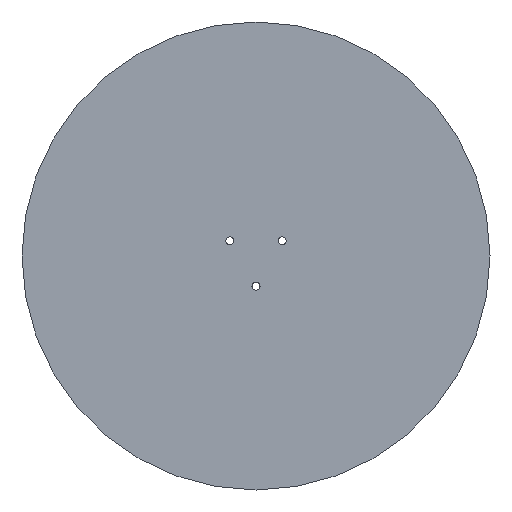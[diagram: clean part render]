
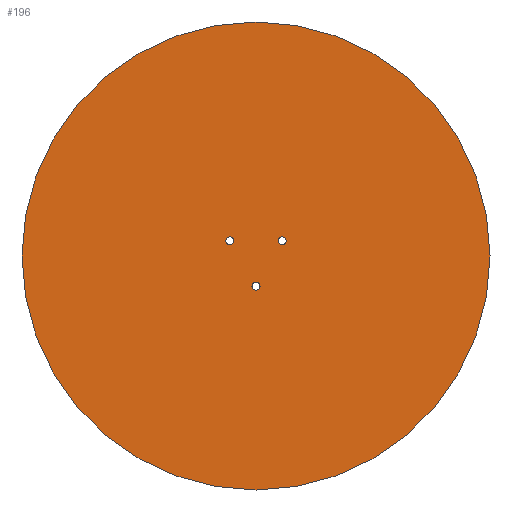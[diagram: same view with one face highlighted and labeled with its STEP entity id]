
A CAD part, front view. The second image highlights one B-rep face of the part: STEP entity #196.
In plain terms, the highlighted planar face has unit normal (0, -1, 0).
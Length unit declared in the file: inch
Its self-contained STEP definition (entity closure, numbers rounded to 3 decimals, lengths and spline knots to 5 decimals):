
#6 = CIRCLE ( 'NONE', #84, 7.5 ) ;
#17 = VERTEX_POINT ( 'NONE', #70 ) ;
#18 = EDGE_CURVE ( 'NONE', #17, #17, #6, .T. ) ;
#20 = CIRCLE ( 'NONE', #124, 0.1285 ) ;
#21 = DIRECTION ( 'NONE',  ( 0., 0., 1. ) ) ;
#26 = ORIENTED_EDGE ( 'NONE', *, *, #18, .F. ) ;
#28 = VERTEX_POINT ( 'NONE', #111 ) ;
#30 = EDGE_CURVE ( 'NONE', #162, #162, #20, .T. ) ;
#33 = DIRECTION ( 'NONE',  ( 0., 1., 0. ) ) ;
#45 = FACE_BOUND ( 'NONE', #188, .T. ) ;
#47 = AXIS2_PLACEMENT_3D ( 'NONE', #122, #92, #77 ) ;
#51 = CARTESIAN_POINT ( 'NONE',  ( 0., 0., 0. ) ) ;
#56 = DIRECTION ( 'NONE',  ( 0., 0., 1. ) ) ;
#64 = CIRCLE ( 'NONE', #87, 0.1285 ) ;
#65 = FACE_OUTER_BOUND ( 'NONE', #184, .T. ) ;
#70 = CARTESIAN_POINT ( 'NONE',  ( 0., 0., 7.5 ) ) ;
#71 = CIRCLE ( 'NONE', #47, 0.1285 ) ;
#77 = DIRECTION ( 'NONE',  ( 0., 0., 1. ) ) ;
#78 = ORIENTED_EDGE ( 'NONE', *, *, #108, .T. ) ;
#84 = AXIS2_PLACEMENT_3D ( 'NONE', #51, #200, #21 ) ;
#87 = AXIS2_PLACEMENT_3D ( 'NONE', #155, #202, #56 ) ;
#88 = CARTESIAN_POINT ( 'NONE',  ( -0.8375, 0., 0.48353 ) ) ;
#91 = EDGE_LOOP ( 'NONE', ( #135 ) ) ;
#92 = DIRECTION ( 'NONE',  ( 0., 1., 0. ) ) ;
#93 = EDGE_LOOP ( 'NONE', ( #78 ) ) ;
#108 = EDGE_CURVE ( 'NONE', #28, #28, #64, .T. ) ;
#110 = PLANE ( 'NONE',  #131 ) ;
#111 = CARTESIAN_POINT ( 'NONE',  ( 0., 0., -0.83856 ) ) ;
#122 = CARTESIAN_POINT ( 'NONE',  ( 0.8375, 0., 0.48353 ) ) ;
#124 = AXIS2_PLACEMENT_3D ( 'NONE', #88, #33, #151 ) ;
#128 = FACE_BOUND ( 'NONE', #93, .T. ) ;
#131 = AXIS2_PLACEMENT_3D ( 'NONE', #176, #158, #140 ) ;
#135 = ORIENTED_EDGE ( 'NONE', *, *, #30, .T. ) ;
#140 = DIRECTION ( 'NONE',  ( 0., 0., 1. ) ) ;
#141 = CARTESIAN_POINT ( 'NONE',  ( -0.8375, 0., 0.61203 ) ) ;
#146 = EDGE_CURVE ( 'NONE', #150, #150, #71, .T. ) ;
#150 = VERTEX_POINT ( 'NONE', #157 ) ;
#151 = DIRECTION ( 'NONE',  ( 0., 0., 1. ) ) ;
#155 = CARTESIAN_POINT ( 'NONE',  ( 0., 0., -0.96706 ) ) ;
#157 = CARTESIAN_POINT ( 'NONE',  ( 0.8375, 0., 0.61203 ) ) ;
#158 = DIRECTION ( 'NONE',  ( 0., 1., 0. ) ) ;
#162 = VERTEX_POINT ( 'NONE', #141 ) ;
#170 = ORIENTED_EDGE ( 'NONE', *, *, #146, .T. ) ;
#176 = CARTESIAN_POINT ( 'NONE',  ( 0., 0., 0. ) ) ;
#184 = EDGE_LOOP ( 'NONE', ( #26 ) ) ;
#188 = EDGE_LOOP ( 'NONE', ( #170 ) ) ;
#194 = FACE_BOUND ( 'NONE', #91, .T. ) ;
#196 = ADVANCED_FACE ( 'NONE', ( #65, #128, #194, #45 ), #110, .F. ) ;
#200 = DIRECTION ( 'NONE',  ( 0., 1., 0. ) ) ;
#202 = DIRECTION ( 'NONE',  ( 0., 1., 0. ) ) ;
